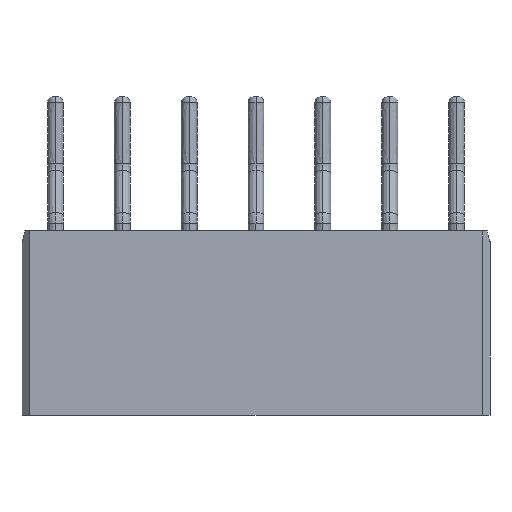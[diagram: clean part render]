
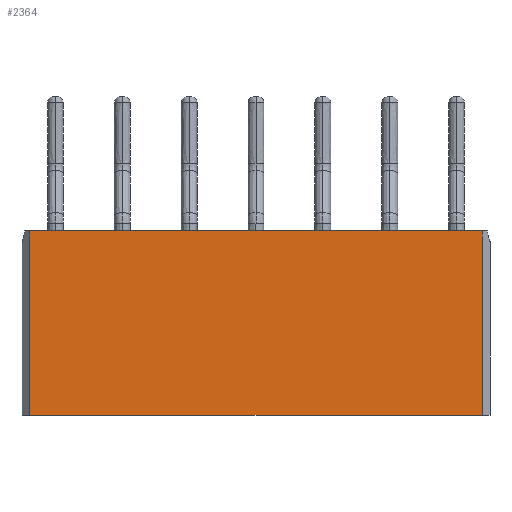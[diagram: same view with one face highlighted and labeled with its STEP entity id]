
A CAD part, left-side view. The second image highlights one B-rep face of the part: STEP entity #2364.
In plain terms, the highlighted planar face has unit normal (-1, 0, 0).
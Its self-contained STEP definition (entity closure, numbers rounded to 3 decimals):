
#750=CARTESIAN_POINT('',(-1.27,-8.59,-7.));
#751=VERTEX_POINT('',#750);
#758=CARTESIAN_POINT('',(-1.27,8.59,-7.));
#759=VERTEX_POINT('',#758);
#760=CARTESIAN_POINT('',(-1.27,-8.59,-7.));
#761=DIRECTION('',(0.,1.,0.));
#762=VECTOR('',#761,17.18);
#763=LINE('',#760,#762);
#764=EDGE_CURVE('',#751,#759,#763,.T.);
#2272=CARTESIAN_POINT('',(-1.27,8.59,0.));
#2273=VERTEX_POINT('',#2272);
#2274=CARTESIAN_POINT('',(-1.27,8.59,-7.));
#2275=DIRECTION('',(0.,0.,1.));
#2276=VECTOR('',#2275,7.);
#2277=LINE('',#2274,#2276);
#2278=EDGE_CURVE('',#759,#2273,#2277,.T.);
#2330=CARTESIAN_POINT('',(-1.27,-8.59,0.));
#2331=VERTEX_POINT('',#2330);
#2338=CARTESIAN_POINT('',(-1.27,-8.59,0.));
#2339=DIRECTION('',(0.,0.,-1.));
#2340=VECTOR('',#2339,7.);
#2341=LINE('',#2338,#2340);
#2342=EDGE_CURVE('',#2331,#751,#2341,.T.);
#2348=CARTESIAN_POINT('',(-1.27,-8.89,-7.));
#2349=DIRECTION('',(0.,0.,1.));
#2350=DIRECTION('',(-1.,0.,0.));
#2351=AXIS2_PLACEMENT_3D('',#2348,#2350,#2349);
#2352=PLANE('',#2351);
#2353=CARTESIAN_POINT('',(-1.27,-8.59,0.));
#2354=DIRECTION('',(0.,1.,0.));
#2355=VECTOR('',#2354,17.18);
#2356=LINE('',#2353,#2355);
#2357=EDGE_CURVE('',#2331,#2273,#2356,.T.);
#2358=ORIENTED_EDGE('',*,*,#2357,.T.);
#2359=ORIENTED_EDGE('',*,*,#2278,.F.);
#2360=ORIENTED_EDGE('',*,*,#764,.F.);
#2361=ORIENTED_EDGE('',*,*,#2342,.F.);
#2362=EDGE_LOOP('',(#2358,#2359,#2360,#2361));
#2363=FACE_OUTER_BOUND('',#2362,.T.);
#2364=ADVANCED_FACE('',(#2363),#2352,.T.);
